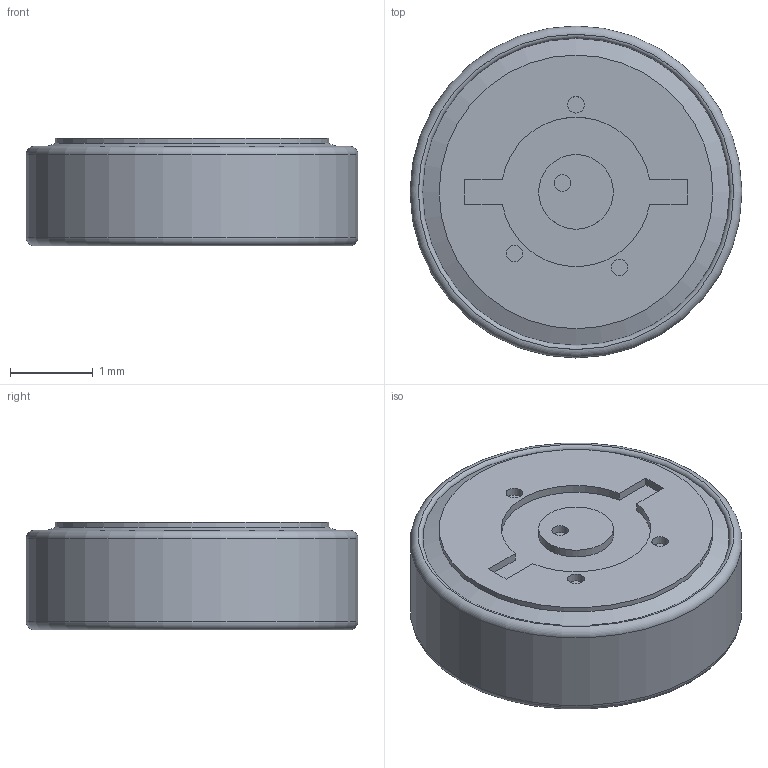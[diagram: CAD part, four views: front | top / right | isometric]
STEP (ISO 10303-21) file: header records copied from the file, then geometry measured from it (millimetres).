
FILE_DESCRIPTION (( 'STEP AP214' ), '1' );
FILE_NAME ('Goertek B4013AM423-098.STEP', '2022-09-15T21:46:59', ( '' ), ( '' ), 'SwSTEP 2.0', 'SolidWorks 2020', '' );
FILE_SCHEMA (( 'AUTOMOTIVE_DESIGN' ));
Length unit declared in the file: millimetre
Products named in the file (1): Goertek B4013AM423-098
Bounding box: 4 x 4 x 1.3 mm (x, y, z)
Volume: 15.6 mm3; surface area: 42 mm2
Topology: 1 solids, 1 shells, 40 faces, 73 edges, 48 vertices
Faces by surface type: plane 21, cylinder 15, torus 3, cone 1
Full cylindrical faces by diameter (mm): 0.2 x4, 0.25 x6, 0.9 x1, 3.3 x1, 4 x1
Entity records: 1355 total; most frequent: DIRECTION 170, CARTESIAN_POINT 141, ORIENTED_EDGE 108, AXIS2_PLACEMENT_3D 75, EDGE_LOOP 70, FACE_OUTER_BOUND 56, EDGE_CURVE 54, VERTEX_POINT 46
